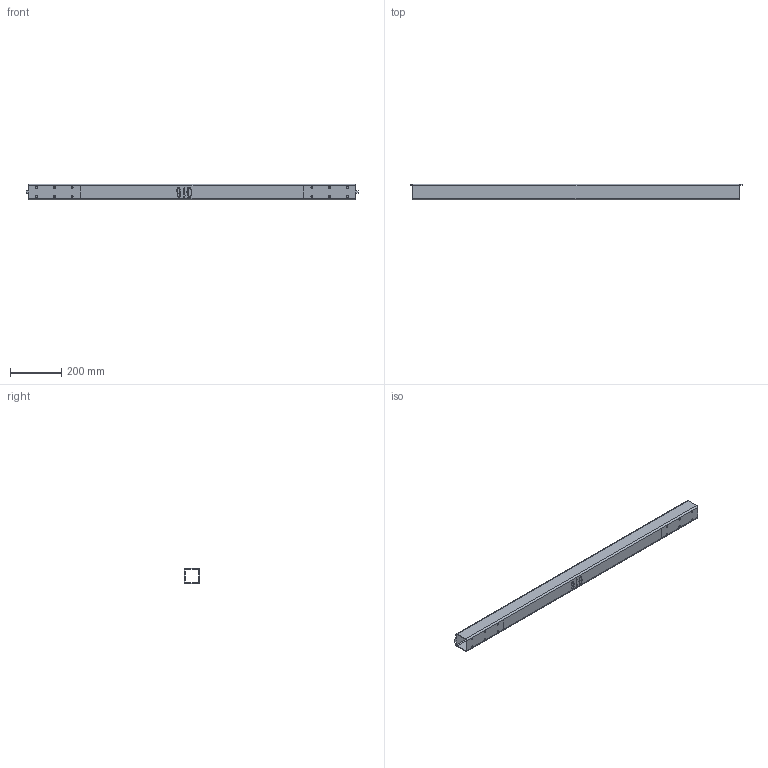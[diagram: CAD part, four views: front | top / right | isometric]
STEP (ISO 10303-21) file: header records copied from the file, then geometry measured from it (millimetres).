
FILE_DESCRIPTION (( 'STEP AP203' ), '1' );
FILE_NAME ('切割清单项目26 规格60x60 长度1300 T3.2 数量 1.step', '2024-03-27T03:47:26', ( 'Windows 用户' ), ( 'Microsoft' ), 'SwSTEP 2.0', 'SolidWorks 2020', '' );
FILE_SCHEMA (( 'CONFIG_CONTROL_DESIGN' ));
Length unit declared in the file: millimetre
Products named in the file (1): 切割清单项目26 规格60x60 长度1300 T3.2 数量 1
Bounding box: 1300 x 60 x 60 mm (x, y, z)
Volume: 896368.3 mm3; surface area: 562529 mm2
Topology: 1 solids, 1 shells, 122 faces, 348 edges, 228 vertices
Faces by surface type: plane 61, bspline 29, cylinder 24, cone 8
Entity records: 5575 total; most frequent: CARTESIAN_POINT 2464, ORIENTED_EDGE 680, DIRECTION 526, EDGE_CURVE 340, VERTEX_POINT 228, LINE 226, VECTOR 226, AXIS2_PLACEMENT_3D 150
